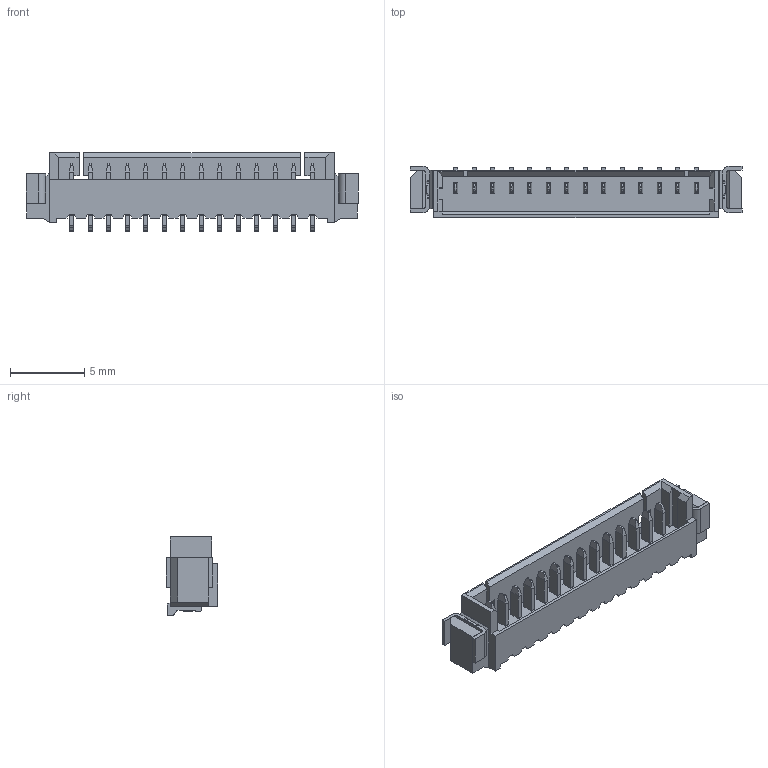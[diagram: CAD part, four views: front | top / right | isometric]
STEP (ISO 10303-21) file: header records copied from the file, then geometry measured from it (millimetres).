
FILE_DESCRIPTION( ('This file contains a STEP AP42 implementation' ,'as created by ZW3D STEP Interface translator.') ,'2;1' );
FILE_NAME( 'WF1251-WZXXWT1.stp' ,'23 411.205944', (''), ('ZWCAD Software Co.'), 'Version 1.0', 'ZW3D to STEP translator', '' );
FILE_SCHEMA(('AUTOMOTIVE_DESIGN { 1 0 10303 214 1 1 1 1 }'));
Length unit declared in the file: millimetre
Products named in the file (2): 0; WF1251-WZXXWT1
Bounding box: 22.43 x 3.46 x 5.28 mm (x, y, z)
Volume: 154.5 mm3; surface area: 601.2 mm2
Topology: 1 solids, 1 shells, 720 faces, 2078 edges, 1388 vertices
Faces by surface type: plane 482, cylinder 238
Entity records: 24465 total; most frequent: CARTESIAN_POINT 4547, ORIENTED_EDGE 4156, DIRECTION 3828, EDGE_CURVE 2078, VECTOR 1530, LINE 1530, VERTEX_POINT 1388, AXIS2_PLACEMENT_3D 1149
